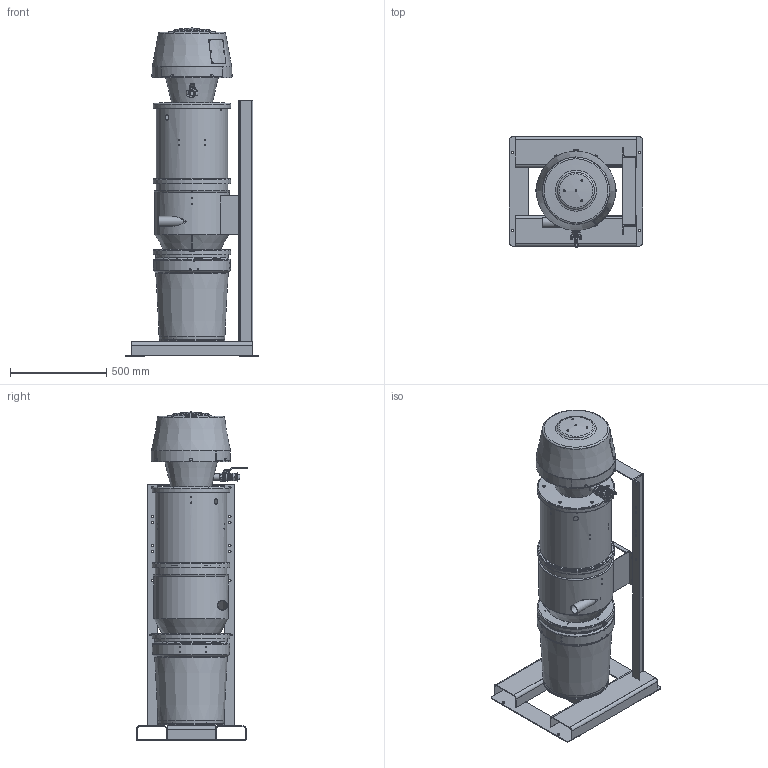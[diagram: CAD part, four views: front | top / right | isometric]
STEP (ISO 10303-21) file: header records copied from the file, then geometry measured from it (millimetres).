
FILE_DESCRIPTION( ( 'Unknown' ), '1' );
FILE_NAME( 'SR00018.stp', 'Unknown', ( 'Unknown' ), ( 'Unknown' ), 'PSStep 14.0', 'Unknown', ' ' );
FILE_SCHEMA( ( 'AUTOMOTIVE_DESIGN { 1 0 10303 214 1 1 1 1 }' ) );
Length unit declared in the file: millimetre
Products named in the file (102): 43024020 dummy; 4500435-4-oa0; ab08012; ab23006-oa10; ae01007 for 43901004; Ubalk; botten; mittenubalk; lprofil-oa13; lprofil-oa14; top; 2161845; 4500779-1; 4500994-0; 2162352-0; 4500714-1; 4500871-1; 2161841-0; 2162353-0
Bounding box: 690 x 578.31 x 1705.01 mm (x, y, z)
Volume: 7647476.6 mm3; surface area: 7003771.4 mm2
Topology: 29 solids, 451 shells, 904 faces, 3507 edges, 2967 vertices
Faces by surface type: plane 340, cylinder 318, torus 162, bspline 40, cone 34, sphere 9, extrusion 1
Full cylindrical faces by diameter (mm): 3 x2, 5 x6, 6 x18, 6.5 x24, 7 x2, 9 x5, 13 x20, 14.9 x1, 22 x1, 28 x1, 30 x2, 33.249 x3, 33.5 x1, 35 x1, 38.9 x1, 42.88 x1, 43.45 x1, 44.2 x1, 46.8 x1, 50.8 x1, 51 x1, 148 x1, 152 x1, 283 x1, 300 x1, 334.4 x1, 335.6 x1, 337.6 x1, 342 x1, 342.286 x1
Entity records: 61835 total; most frequent: CARTESIAN_POINT 27267, DIRECTION 5123, ORIENTED_EDGE 4182, EDGE_CURVE 3181, VERTEX_POINT 2874, AXIS2_PLACEMENT_3D 1907, EDGE_LOOP 1389, VECTOR 1309
